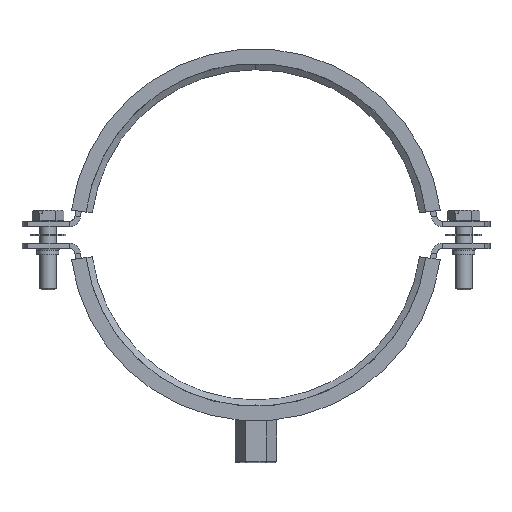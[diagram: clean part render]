
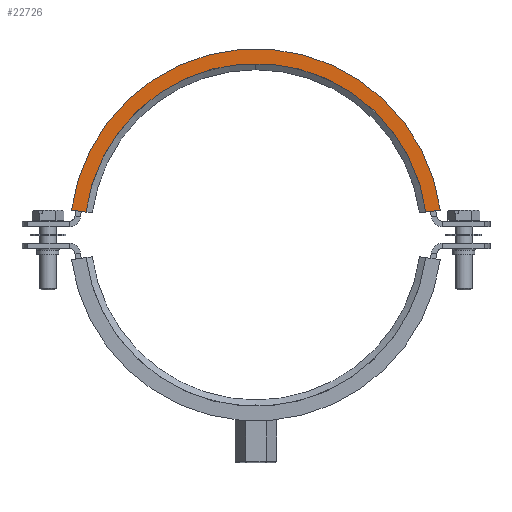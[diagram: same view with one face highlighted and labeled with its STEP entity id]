
A CAD part, front view. The second image highlights one B-rep face of the part: STEP entity #22726.
In plain terms, the highlighted planar face has unit normal (0, -1, 0).
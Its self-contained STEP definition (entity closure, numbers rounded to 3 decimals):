
#756 = CIRCLE ( 'NONE', #25366, 67.5 ) ;
#1120 = CARTESIAN_POINT ( 'NONE',  ( 0., -11.5, 64. ) ) ;
#1172 = DIRECTION ( 'NONE',  ( 0., 0., 1. ) ) ;
#2763 = ORIENTED_EDGE ( 'NONE', *, *, #8322, .T. ) ;
#2899 = VERTEX_POINT ( 'NONE', #12975 ) ;
#3821 = LINE ( 'NONE', #13225, #25001 ) ;
#4711 = CARTESIAN_POINT ( 'NONE',  ( 61.648, -11.5, 55.733 ) ) ;
#4807 = DIRECTION ( 'NONE',  ( 0., 1., 0. ) ) ;
#5023 = CIRCLE ( 'NONE', #18487, 62.2 ) ;
#6718 = FACE_OUTER_BOUND ( 'NONE', #21371, .T. ) ;
#7835 = AXIS2_PLACEMENT_3D ( 'NONE', #22407, #4807, #20483 ) ;
#8322 = EDGE_CURVE ( 'NONE', #20297, #16218, #5023, .T. ) ;
#8440 = DIRECTION ( 'NONE',  ( 0., 1., 0. ) ) ;
#8797 = LINE ( 'NONE', #4711, #22114 ) ;
#8944 = DIRECTION ( 'NONE',  ( 0., 0., 1. ) ) ;
#9423 = ORIENTED_EDGE ( 'NONE', *, *, #16610, .F. ) ;
#11998 = ORIENTED_EDGE ( 'NONE', *, *, #15596, .F. ) ;
#12892 = CARTESIAN_POINT ( 'NONE',  ( 0., -11.5, 64. ) ) ;
#12975 = CARTESIAN_POINT ( 'NONE',  ( -66.901, -11.5, 55.029 ) ) ;
#13225 = CARTESIAN_POINT ( 'NONE',  ( -61.648, -11.5, 55.733 ) ) ;
#13846 = ORIENTED_EDGE ( 'NONE', *, *, #17851, .T. ) ;
#14580 = PLANE ( 'NONE',  #7835 ) ;
#15506 = CARTESIAN_POINT ( 'NONE',  ( 61.648, -11.5, 55.733 ) ) ;
#15596 = EDGE_CURVE ( 'NONE', #15608, #2899, #756, .T. ) ;
#15608 = VERTEX_POINT ( 'NONE', #16806 ) ;
#16218 = VERTEX_POINT ( 'NONE', #19672 ) ;
#16610 = EDGE_CURVE ( 'NONE', #20297, #15608, #8797, .T. ) ;
#16806 = CARTESIAN_POINT ( 'NONE',  ( 66.901, -11.5, 55.029 ) ) ;
#17851 = EDGE_CURVE ( 'NONE', #16218, #2899, #3821, .T. ) ;
#18487 = AXIS2_PLACEMENT_3D ( 'NONE', #12892, #20589, #1172 ) ;
#19672 = CARTESIAN_POINT ( 'NONE',  ( -61.648, -11.5, 55.733 ) ) ;
#20297 = VERTEX_POINT ( 'NONE', #15506 ) ;
#20483 = DIRECTION ( 'NONE',  ( 0., 0., 1. ) ) ;
#20589 = DIRECTION ( 'NONE',  ( 0., 1., 0. ) ) ;
#20644 = DIRECTION ( 'NONE',  ( 0.991, 0., -0.133 ) ) ;
#21371 = EDGE_LOOP ( 'NONE', ( #11998, #9423, #2763, #13846 ) ) ;
#22114 = VECTOR ( 'NONE', #20644, 1000. ) ;
#22407 = CARTESIAN_POINT ( 'NONE',  ( 61.648, -11.5, 55.733 ) ) ;
#22726 = ADVANCED_FACE ( 'NONE', ( #6718 ), #14580, .F. ) ;
#24885 = DIRECTION ( 'NONE',  ( -0.991, 0., -0.133 ) ) ;
#25001 = VECTOR ( 'NONE', #24885, 1000. ) ;
#25366 = AXIS2_PLACEMENT_3D ( 'NONE', #1120, #8440, #8944 ) ;
